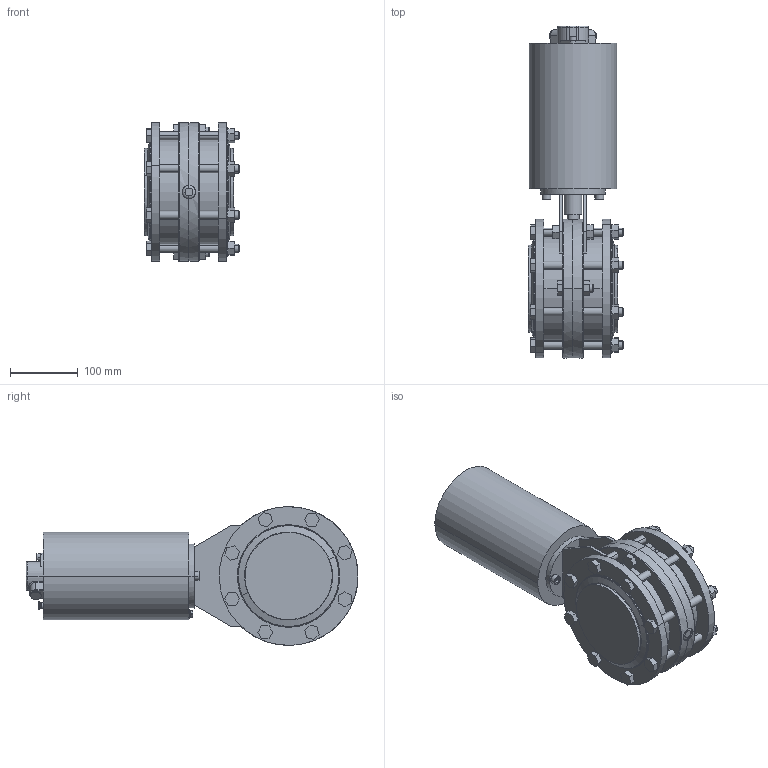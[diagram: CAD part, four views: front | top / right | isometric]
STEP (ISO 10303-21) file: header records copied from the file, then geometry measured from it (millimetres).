
FILE_DESCRIPTION(('OneSpaceDesigner STEP Export'),'2;1');
FILE_NAME('sd997593.stp','2006-09-13T 1:59:36',(''),(''),'OneSpace Designer STEP processor for AP214 (Solid Model)','OneSpace Designer 13.20B 05-Dec-2005 (C) CoCreate Software GmbH','');
FILE_SCHEMA(('AUTOMOTIVE_DESIGN { 1 0 10303 214 1 1 1 1 }'));
Length unit declared in the file: millimetre
Products named in the file (51): 4400.125.003-022S; 4310.125.002-040.1; Flansch-Schweissstutzen.1.1; 4100.100.021-094; 4100.100.023-097; 4100.100.024-093; Zylinderstift_DIN_7-8_m6_x_8.1; 4100.100.022-097; 4301.080.020-095; T1.1; O-Ring_40x1.5_NBR_sw_70_einb-D_40.5mm.2; 8230.002.001-061; 4100.125.004-220.1; 4100.125.003-220; 4100.125.004-220; 4100.125.000; 4100.125.009-060.1; 4100.125.009-060; Zylinderstift_DIN_6325-10_x_55.2; 4100.125.006-057; 4100.125.005-057; 4100.125.008-020; 4100.125.010-020; 4100.125.010-020.1; 4100.125.010-020.1.1; 4100.125.010-020.1.1.1; 4100.125.008-020.1; Zylinderstift_DIN_6325-10_x_55.2.1; 4100.125.011-010; 4100.125.011-010.1; O-Ring_17x3_NBR_sw_70_einb-D_16.8mm.1; O-Ring_17x3_NBR_sw_70_einb-D_16.8mm.1.1; O-Ring_25x3.5_NBR_sw_70_einb-D_24.5mm.1; 2328.125.100-055; 4100.085.015-098; 8152.117.005-007; O-Ring_13x3_NBR_sw_70_einb-D_14mm.2; O-Ring_13x3_NBR_sw_70_einb-D_14mm.2.1; 4200.125.000-022; 4200.125.100-022 ...
Assembly tree (83 placements, depth 4):
  Zwischenflansch-Scheibenventil
    Sechskantschraube_DIN_931-M12x130--.1.6.3  x6
    Sechskantmutter_DIN_934-M12.1.3.1.3.2  x14
    Scheibe_DIN_125_-_A_13_-_.1.3.1.3.4  x8
    Flansch-Schweissstutzen.1.1  x2
    Sechskantschraube_DIN_933-M12x45--.1.1.1  x2
    4400.125.005-020
    Sechskantschraube_DIN_933-M12x130--.1.1  x2
    Zylinderschraube_DIN_912_-_M8_x_16_-_.2.1  x2
    4328.125.000-054
    2353.136.125-114S.1  x2
    4301.125.002-021
    4310.125.002-040.1  x2
    4200.125.100-022
      T1.1  x2
      4200.125.000-022
        O-Ring_13x3_NBR_sw_70_einb-D_14mm.2.1
        O-Ring_13x3_NBR_sw_70_einb-D_14mm.2
        8152.117.005-007
        4100.085.015-098
        2328.125.100-055
        O-Ring_25x3.5_NBR_sw_70_einb-D_24.5mm.1
        O-Ring_17x3_NBR_sw_70_einb-D_16.8mm.1.1
        O-Ring_17x3_NBR_sw_70_einb-D_16.8mm.1
        4100.125.011-010.1
        4100.125.011-010
        Zylinderstift_DIN_6325-10_x_55.2.1
        4100.125.008-020.1
        4100.125.010-020.1.1.1
        4100.125.010-020.1.1
        4100.125.010-020.1
        4100.125.010-020
        4100.125.008-020
        4100.125.005-057
        4100.125.006-057
        Zylinderstift_DIN_6325-10_x_55.2
        4100.125.009-060
        4100.125.009-060.1
        4100.125.000
        4100.125.004-220
        4100.125.003-220
        4100.125.004-220.1
        8230.002.001-061
      O-Ring_40x1.5_NBR_sw_70_einb-D_40.5mm.2
      4301.080.020-095  x2
      4100.100.022-097
        Zylinderstift_DIN_7-8_m6_x_8.1
        4100.100.024-093
        4100.100.023-097
      4100.100.021-094
    4400.125.003-022S
Bounding box: 141 x 490.5 x 205 mm (x, y, z)
Surface area: 1696511.1 mm2
Topology: 56 solids, 56 shells, 744 faces, 1579 edges, 979 vertices
Faces by surface type: plane 348, cylinder 181, torus 101, cone 96, sphere 8, bspline 8, extrusion 2
Entity records: 20122 total; most frequent: CARTESIAN_POINT 10255, ORIENTED_EDGE 1828, DIRECTION 1641, EDGE_CURVE 914, AXIS2_PLACEMENT_3D 638, VERTEX_POINT 560, EDGE_LOOP 450, FACE_OUTER_BOUND 425
